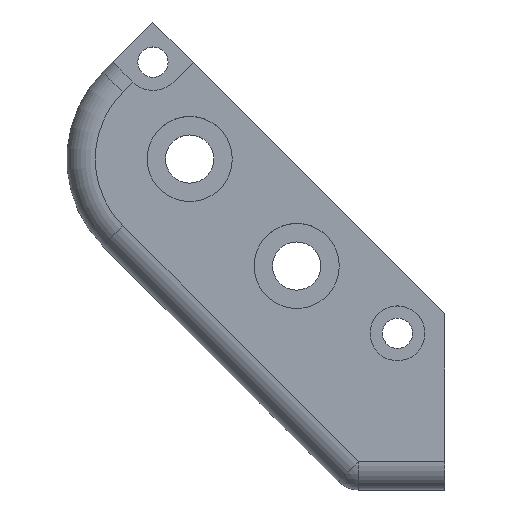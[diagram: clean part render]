
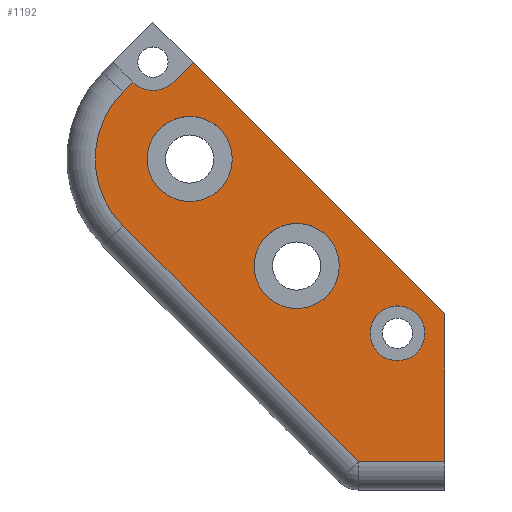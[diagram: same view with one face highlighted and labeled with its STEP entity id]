
A CAD part, top view. The second image highlights one B-rep face of the part: STEP entity #1192.
In plain terms, the highlighted planar face has unit normal (0, 0, 1).
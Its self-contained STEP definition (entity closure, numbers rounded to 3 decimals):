
#33 = DIRECTION ( 'NONE',  ( 0., 0., 1. ) ) ;
#34 = VERTEX_POINT ( 'NONE', #969 ) ;
#47 = ORIENTED_EDGE ( 'NONE', *, *, #1151, .F. ) ;
#53 = CARTESIAN_POINT ( 'NONE',  ( 15.106, -22.054, 20. ) ) ;
#54 = CARTESIAN_POINT ( 'NONE',  ( -11.865, -5.69, 20. ) ) ;
#67 = VERTEX_POINT ( 'NONE', #334 ) ;
#69 = EDGE_CURVE ( 'NONE', #788, #892, #1057, .T. ) ;
#72 = DIRECTION ( 'NONE',  ( 0., 0., 1. ) ) ;
#104 = ORIENTED_EDGE ( 'NONE', *, *, #299, .F. ) ;
#110 = CARTESIAN_POINT ( 'NONE',  ( -11.865, -5.69, 20. ) ) ;
#120 = CARTESIAN_POINT ( 'NONE',  ( 7.206, -24.125, 20. ) ) ;
#128 = VERTEX_POINT ( 'NONE', #246 ) ;
#136 = CARTESIAN_POINT ( 'NONE',  ( -15.754, 4.564, 20. ) ) ;
#146 = DIRECTION ( 'NONE',  ( 0., 0., 1. ) ) ;
#151 = LINE ( 'NONE', #1176, #1092 ) ;
#159 = AXIS2_PLACEMENT_3D ( 'NONE', #1187, #1010, #554 ) ;
#166 = VECTOR ( 'NONE', #402, 1000. ) ;
#174 = ORIENTED_EDGE ( 'NONE', *, *, #1019, .F. ) ;
#175 = CIRCLE ( 'NONE', #159, 4.5 ) ;
#187 = ORIENTED_EDGE ( 'NONE', *, *, #813, .T. ) ;
#195 = FACE_BOUND ( 'NONE', #1188, .T. ) ;
#197 = CARTESIAN_POINT ( 'NONE',  ( -11.511, 4.564, 20. ) ) ;
#226 = CIRCLE ( 'NONE', #534, 4.5 ) ;
#245 = CARTESIAN_POINT ( 'NONE',  ( -13.632, 2.442, 20. ) ) ;
#246 = CARTESIAN_POINT ( 'NONE',  ( -17.875, 2.442, 20. ) ) ;
#282 = EDGE_CURVE ( 'NONE', #67, #384, #396, .T. ) ;
#289 = ORIENTED_EDGE ( 'NONE', *, *, #379, .T. ) ;
#299 = EDGE_CURVE ( 'NONE', #1084, #923, #175, .T. ) ;
#303 = DIRECTION ( 'NONE',  ( 1., 0., 0. ) ) ;
#311 = DIRECTION ( 'NONE',  ( 1., 0., 0. ) ) ;
#318 = AXIS2_PLACEMENT_3D ( 'NONE', #602, #33, #311 ) ;
#319 = CARTESIAN_POINT ( 'NONE',  ( -18.936, 1.382, 20. ) ) ;
#322 = VECTOR ( 'NONE', #590, 1000. ) ;
#323 = EDGE_LOOP ( 'NONE', ( #407, #762 ) ) ;
#334 = CARTESIAN_POINT ( 'NONE',  ( -18.936, -12.761, 20. ) ) ;
#360 = DIRECTION ( 'NONE',  ( 0.707, -0.707, 0. ) ) ;
#379 = EDGE_CURVE ( 'NONE', #705, #482, #771, .T. ) ;
#384 = VERTEX_POINT ( 'NONE', #468 ) ;
#393 = CARTESIAN_POINT ( 'NONE',  ( -5.051, -17.003, 20. ) ) ;
#396 = LINE ( 'NONE', #620, #654 ) ;
#402 = DIRECTION ( 'NONE',  ( 1., 0., 0. ) ) ;
#407 = ORIENTED_EDGE ( 'NONE', *, *, #689, .F. ) ;
#412 = DIRECTION ( 'NONE',  ( 0., 0., 1. ) ) ;
#415 = CIRCLE ( 'NONE', #462, 10. ) ;
#424 = ORIENTED_EDGE ( 'NONE', *, *, #697, .F. ) ;
#425 = DIRECTION ( 'NONE',  ( 0., 0., 1. ) ) ;
#457 = CARTESIAN_POINT ( 'NONE',  ( -15.754, 8.806, 20. ) ) ;
#462 = AXIS2_PLACEMENT_3D ( 'NONE', #1037, #847, #929 ) ;
#464 = LINE ( 'NONE', #319, #322 ) ;
#468 = CARTESIAN_POINT ( 'NONE',  ( 5.993, -37.69, 20. ) ) ;
#471 = CIRCLE ( 'NONE', #650, 3. ) ;
#482 = VERTEX_POINT ( 'NONE', #197 ) ;
#516 = VERTEX_POINT ( 'NONE', #1142 ) ;
#523 = DIRECTION ( 'NONE',  ( 0., 0., 1. ) ) ;
#528 = EDGE_CURVE ( 'NONE', #128, #516, #464, .T. ) ;
#534 = AXIS2_PLACEMENT_3D ( 'NONE', #110, #768, #303 ) ;
#538 = DIRECTION ( 'NONE',  ( 0., 1., 0. ) ) ;
#541 = DIRECTION ( 'NONE',  ( 1., 0., 0. ) ) ;
#554 = DIRECTION ( 'NONE',  ( 1., 0., 0. ) ) ;
#590 = DIRECTION ( 'NONE',  ( -0.707, -0.707, 0. ) ) ;
#592 = EDGE_LOOP ( 'NONE', ( #47, #1053, #805, #919, #840, #187, #289, #424 ) ) ;
#602 = CARTESIAN_POINT ( 'NONE',  ( -0.551, -17.003, 20. ) ) ;
#606 = CARTESIAN_POINT ( 'NONE',  ( 10.106, -24.125, 20. ) ) ;
#608 = DIRECTION ( 'NONE',  ( 1., 0., 0. ) ) ;
#614 = CARTESIAN_POINT ( 'NONE',  ( -13.632, 2.442, 20. ) ) ;
#620 = CARTESIAN_POINT ( 'NONE',  ( -18.936, -12.761, 20. ) ) ;
#631 = CARTESIAN_POINT ( 'NONE',  ( 13.006, -24.125, 20. ) ) ;
#650 = AXIS2_PLACEMENT_3D ( 'NONE', #136, #412, #872 ) ;
#654 = VECTOR ( 'NONE', #360, 1000. ) ;
#670 = ORIENTED_EDGE ( 'NONE', *, *, #69, .F. ) ;
#677 = VECTOR ( 'NONE', #978, 1000. ) ;
#678 = CARTESIAN_POINT ( 'NONE',  ( 3.949, -17.003, 20. ) ) ;
#680 = CARTESIAN_POINT ( 'NONE',  ( -11.865, -37.69, 20. ) ) ;
#689 = EDGE_CURVE ( 'NONE', #854, #1077, #765, .T. ) ;
#697 = EDGE_CURVE ( 'NONE', #1195, #482, #1118, .T. ) ;
#705 = VERTEX_POINT ( 'NONE', #53 ) ;
#721 = EDGE_LOOP ( 'NONE', ( #174, #670 ) ) ;
#750 = CARTESIAN_POINT ( 'NONE',  ( 10.106, -24.125, 20. ) ) ;
#762 = ORIENTED_EDGE ( 'NONE', *, *, #823, .F. ) ;
#765 = CIRCLE ( 'NONE', #962, 2.9 ) ;
#768 = DIRECTION ( 'NONE',  ( 0., 0., 1. ) ) ;
#771 = LINE ( 'NONE', #457, #1109 ) ;
#775 = FACE_OUTER_BOUND ( 'NONE', #592, .T. ) ;
#776 = AXIS2_PLACEMENT_3D ( 'NONE', #54, #146, #608 ) ;
#788 = VERTEX_POINT ( 'NONE', #833 ) ;
#805 = ORIENTED_EDGE ( 'NONE', *, *, #933, .T. ) ;
#806 = DIRECTION ( 'NONE',  ( 1., 0., 0. ) ) ;
#813 = EDGE_CURVE ( 'NONE', #34, #705, #151, .T. ) ;
#823 = EDGE_CURVE ( 'NONE', #1077, #854, #976, .T. ) ;
#833 = CARTESIAN_POINT ( 'NONE',  ( -16.365, -5.69, 20. ) ) ;
#840 = ORIENTED_EDGE ( 'NONE', *, *, #1116, .T. ) ;
#846 = CIRCLE ( 'NONE', #318, 4.5 ) ;
#847 = DIRECTION ( 'NONE',  ( 0., 0., 1. ) ) ;
#854 = VERTEX_POINT ( 'NONE', #631 ) ;
#872 = DIRECTION ( 'NONE',  ( 1., 0., 0. ) ) ;
#891 = CARTESIAN_POINT ( 'NONE',  ( -7.365, -5.69, 20. ) ) ;
#892 = VERTEX_POINT ( 'NONE', #891 ) ;
#908 = FACE_BOUND ( 'NONE', #323, .T. ) ;
#919 = ORIENTED_EDGE ( 'NONE', *, *, #282, .T. ) ;
#923 = VERTEX_POINT ( 'NONE', #393 ) ;
#929 = DIRECTION ( 'NONE',  ( 1., 0., 0. ) ) ;
#933 = EDGE_CURVE ( 'NONE', #516, #67, #415, .T. ) ;
#958 = LINE ( 'NONE', #680, #166 ) ;
#962 = AXIS2_PLACEMENT_3D ( 'NONE', #606, #523, #1160 ) ;
#969 = CARTESIAN_POINT ( 'NONE',  ( 15.106, -37.69, 20. ) ) ;
#976 = CIRCLE ( 'NONE', #996, 2.9 ) ;
#978 = DIRECTION ( 'NONE',  ( 0.707, 0.707, 0. ) ) ;
#996 = AXIS2_PLACEMENT_3D ( 'NONE', #750, #72, #541 ) ;
#1010 = DIRECTION ( 'NONE',  ( 0., 0., 1. ) ) ;
#1019 = EDGE_CURVE ( 'NONE', #892, #788, #226, .T. ) ;
#1028 = ORIENTED_EDGE ( 'NONE', *, *, #1093, .F. ) ;
#1037 = CARTESIAN_POINT ( 'NONE',  ( -11.865, -5.69, 20. ) ) ;
#1053 = ORIENTED_EDGE ( 'NONE', *, *, #528, .T. ) ;
#1057 = CIRCLE ( 'NONE', #776, 4.5 ) ;
#1067 = CARTESIAN_POINT ( 'NONE',  ( -11.865, -5.69, 20. ) ) ;
#1070 = PLANE ( 'NONE',  #1163 ) ;
#1077 = VERTEX_POINT ( 'NONE', #120 ) ;
#1084 = VERTEX_POINT ( 'NONE', #678 ) ;
#1092 = VECTOR ( 'NONE', #538, 1000. ) ;
#1093 = EDGE_CURVE ( 'NONE', #923, #1084, #846, .T. ) ;
#1096 = DIRECTION ( 'NONE',  ( -0.707, 0.707, 0. ) ) ;
#1109 = VECTOR ( 'NONE', #1096, 1000. ) ;
#1115 = FACE_BOUND ( 'NONE', #721, .T. ) ;
#1116 = EDGE_CURVE ( 'NONE', #384, #34, #958, .T. ) ;
#1118 = LINE ( 'NONE', #614, #677 ) ;
#1142 = CARTESIAN_POINT ( 'NONE',  ( -18.936, 1.382, 20. ) ) ;
#1151 = EDGE_CURVE ( 'NONE', #128, #1195, #471, .T. ) ;
#1160 = DIRECTION ( 'NONE',  ( 1., 0., 0. ) ) ;
#1163 = AXIS2_PLACEMENT_3D ( 'NONE', #1067, #425, #806 ) ;
#1176 = CARTESIAN_POINT ( 'NONE',  ( 15.106, -22.054, 20. ) ) ;
#1187 = CARTESIAN_POINT ( 'NONE',  ( -0.551, -17.003, 20. ) ) ;
#1188 = EDGE_LOOP ( 'NONE', ( #104, #1028 ) ) ;
#1192 = ADVANCED_FACE ( 'NONE', ( #775, #908, #1115, #195 ), #1070, .T. ) ;
#1195 = VERTEX_POINT ( 'NONE', #245 ) ;
